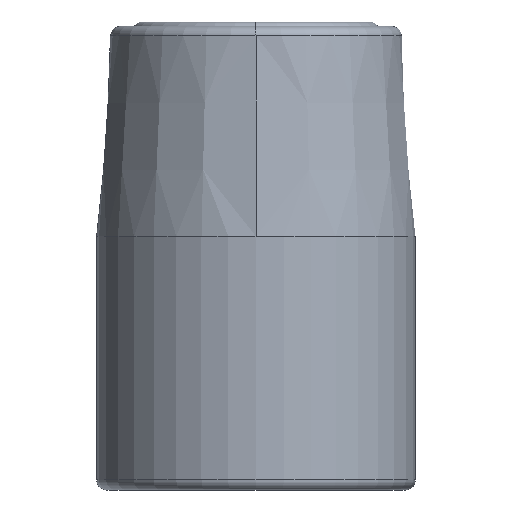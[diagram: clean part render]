
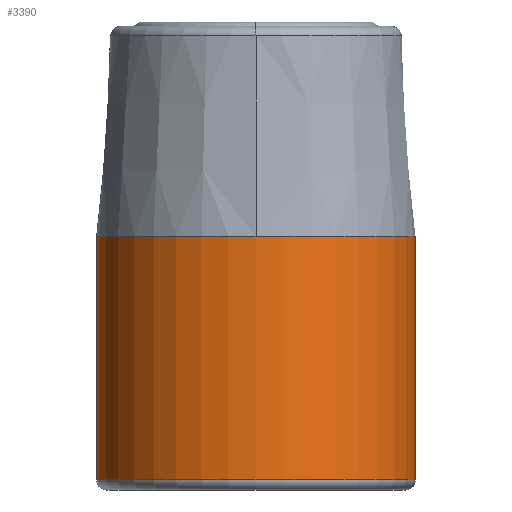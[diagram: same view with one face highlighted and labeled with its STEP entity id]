
A CAD part, front view. The second image highlights one B-rep face of the part: STEP entity #3390.
In plain terms, the highlighted cylindrical face has radius 11 mm (diameter 22 mm), a partial arc.
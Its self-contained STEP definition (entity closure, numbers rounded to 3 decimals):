
#2991=DIRECTION('',(0.,0.,1.));
#2992=VECTOR('',#2991,16.8);
#2993=CARTESIAN_POINT('',(-11.,0.,0.4));
#2994=LINE('',#2993,#2992);
#3014=CARTESIAN_POINT('',(0.,0.,17.2));
#3015=DIRECTION('',(0.,0.,1.));
#3016=DIRECTION('',(1.,0.,0.));
#3017=AXIS2_PLACEMENT_3D('',#3014,#3015,#3016);
#3022=CARTESIAN_POINT('',(0.,0.,17.2));
#3023=DIRECTION('',(0.,0.,1.));
#3024=DIRECTION('',(0.,1.,0.));
#3025=AXIS2_PLACEMENT_3D('',#3022,#3023,#3024);
#3030=CARTESIAN_POINT('',(0.,0.,0.4));
#3031=DIRECTION('',(0.,0.,-1.));
#3032=DIRECTION('',(-1.,0.,0.));
#3033=AXIS2_PLACEMENT_3D('',#3030,#3031,#3032);
#3038=DIRECTION('',(0.,0.,1.));
#3039=VECTOR('',#3038,16.8);
#3040=CARTESIAN_POINT('',(11.,0.,0.4));
#3041=LINE('',#3040,#3039);
#3179=CARTESIAN_POINT('',(-11.,0.,0.4));
#3180=CARTESIAN_POINT('',(11.,0.,0.4));
#3181=VERTEX_POINT('',#3179);
#3182=VERTEX_POINT('',#3180);
#3187=CARTESIAN_POINT('',(11.,0.,17.2));
#3188=CARTESIAN_POINT('',(0.,11.,17.2));
#3189=VERTEX_POINT('',#3187);
#3190=VERTEX_POINT('',#3188);
#3191=CARTESIAN_POINT('',(-11.,0.,17.2));
#3192=VERTEX_POINT('',#3191);
#3375=CARTESIAN_POINT('',(0.,0.,-0.3));
#3376=DIRECTION('',(0.,0.,1.));
#3377=DIRECTION('',(1.,0.,0.));
#3378=AXIS2_PLACEMENT_3D('',#3375,#3376,#3377);
#3379=CYLINDRICAL_SURFACE('',#3378,11.);
#3381=ORIENTED_EDGE('',*,*,#3380,.T.);
#3383=ORIENTED_EDGE('',*,*,#3382,.T.);
#3384=ORIENTED_EDGE('',*,*,#3362,.F.);
#3386=ORIENTED_EDGE('',*,*,#3385,.T.);
#3387=ORIENTED_EDGE('',*,*,#3358,.T.);
#3388=EDGE_LOOP('',(#3381,#3383,#3384,#3386,#3387));
#3389=FACE_OUTER_BOUND('',#3388,.F.);
#3390=ADVANCED_FACE('',(#3389),#3379,.T.);
#3018=CIRCLE('',#3017,11.);
#3026=CIRCLE('',#3025,11.);
#3034=CIRCLE('',#3033,11.);
#3358=EDGE_CURVE('',#3182,#3189,#3041,.T.);
#3362=EDGE_CURVE('',#3181,#3192,#2994,.T.);
#3380=EDGE_CURVE('',#3189,#3190,#3018,.T.);
#3382=EDGE_CURVE('',#3190,#3192,#3026,.T.);
#3385=EDGE_CURVE('',#3181,#3182,#3034,.T.);
